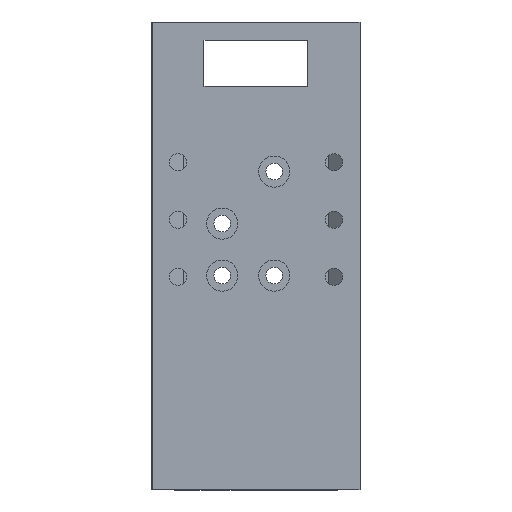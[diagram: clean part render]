
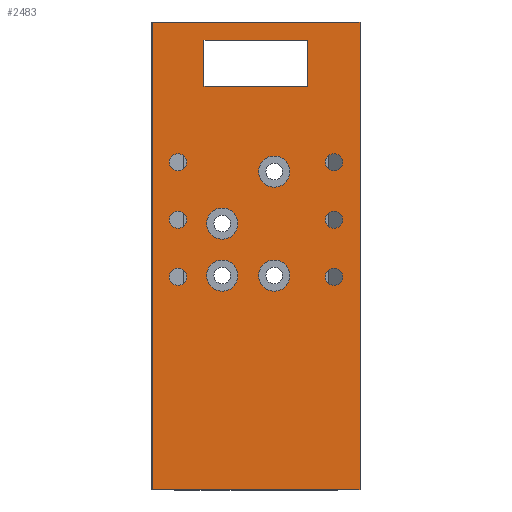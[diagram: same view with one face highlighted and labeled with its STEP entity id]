
A CAD part, front view. The second image highlights one B-rep face of the part: STEP entity #2483.
In plain terms, the highlighted planar face has unit normal (0, -1, 0).
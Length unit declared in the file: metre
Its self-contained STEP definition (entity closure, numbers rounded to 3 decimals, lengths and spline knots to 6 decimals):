
#100=LINE('',#3954,#281);
#110=LINE('',#3974,#291);
#114=LINE('',#3988,#295);
#115=LINE('',#3991,#296);
#116=LINE('',#3993,#297);
#117=LINE('',#3995,#298);
#118=LINE('',#3996,#299);
#119=LINE('',#3998,#300);
#281=VECTOR('',#3180,1.);
#291=VECTOR('',#3192,1.);
#295=VECTOR('',#3206,1.);
#296=VECTOR('',#3207,1.);
#297=VECTOR('',#3208,1.);
#298=VECTOR('',#3209,1.);
#299=VECTOR('',#3210,1.);
#300=VECTOR('',#3211,1.);
#416=PLANE('',#2714);
#658=ORIENTED_EDGE('',*,*,#1284,.T.);
#659=ORIENTED_EDGE('',*,*,#1285,.T.);
#660=ORIENTED_EDGE('',*,*,#1286,.T.);
#661=ORIENTED_EDGE('',*,*,#1287,.T.);
#662=ORIENTED_EDGE('',*,*,#1207,.F.);
#663=ORIENTED_EDGE('',*,*,#1205,.F.);
#664=ORIENTED_EDGE('',*,*,#1203,.F.);
#665=ORIENTED_EDGE('',*,*,#1201,.F.);
#666=ORIENTED_EDGE('',*,*,#1199,.F.);
#667=ORIENTED_EDGE('',*,*,#1197,.F.);
#668=ORIENTED_EDGE('',*,*,#1288,.T.);
#669=ORIENTED_EDGE('',*,*,#1289,.T.);
#670=ORIENTED_EDGE('',*,*,#1290,.T.);
#671=ORIENTED_EDGE('',*,*,#1291,.T.);
#672=ORIENTED_EDGE('',*,*,#1292,.T.);
#673=ORIENTED_EDGE('',*,*,#1293,.F.);
#674=ORIENTED_EDGE('',*,*,#1270,.F.);
#675=ORIENTED_EDGE('',*,*,#1280,.T.);
#1197=EDGE_CURVE('',#1521,#1521,#1733,.T.);
#1199=EDGE_CURVE('',#1523,#1523,#1735,.T.);
#1201=EDGE_CURVE('',#1525,#1525,#1737,.T.);
#1203=EDGE_CURVE('',#1527,#1527,#1739,.T.);
#1205=EDGE_CURVE('',#1529,#1529,#1741,.T.);
#1207=EDGE_CURVE('',#1531,#1531,#1743,.T.);
#1270=EDGE_CURVE('',#1581,#1582,#100,.T.);
#1280=EDGE_CURVE('',#1581,#1590,#110,.T.);
#1284=EDGE_CURVE('',#1592,#1592,#1765,.T.);
#1285=EDGE_CURVE('',#1593,#1593,#1766,.T.);
#1286=EDGE_CURVE('',#1594,#1594,#1767,.T.);
#1287=EDGE_CURVE('',#1595,#1595,#1768,.T.);
#1288=EDGE_CURVE('',#1596,#1597,#114,.T.);
#1289=EDGE_CURVE('',#1597,#1598,#115,.T.);
#1290=EDGE_CURVE('',#1598,#1599,#116,.T.);
#1291=EDGE_CURVE('',#1599,#1596,#117,.T.);
#1292=EDGE_CURVE('',#1590,#1600,#118,.T.);
#1293=EDGE_CURVE('',#1582,#1600,#119,.T.);
#1521=VERTEX_POINT('',#3805);
#1523=VERTEX_POINT('',#3810);
#1525=VERTEX_POINT('',#3815);
#1527=VERTEX_POINT('',#3820);
#1529=VERTEX_POINT('',#3825);
#1531=VERTEX_POINT('',#3830);
#1581=VERTEX_POINT('',#3953);
#1582=VERTEX_POINT('',#3955);
#1590=VERTEX_POINT('',#3973);
#1592=VERTEX_POINT('',#3981);
#1593=VERTEX_POINT('',#3983);
#1594=VERTEX_POINT('',#3985);
#1595=VERTEX_POINT('',#3987);
#1596=VERTEX_POINT('',#3989);
#1597=VERTEX_POINT('',#3990);
#1598=VERTEX_POINT('',#3992);
#1599=VERTEX_POINT('',#3994);
#1600=VERTEX_POINT('',#3997);
#1733=CIRCLE('',#2663,0.00165);
#1735=CIRCLE('',#2666,0.00165);
#1737=CIRCLE('',#2669,0.00165);
#1739=CIRCLE('',#2672,0.00165);
#1741=CIRCLE('',#2675,0.00165);
#1743=CIRCLE('',#2678,0.00165);
#1765=CIRCLE('',#2715,0.003);
#1766=CIRCLE('',#2716,0.003);
#1767=CIRCLE('',#2717,0.003);
#1768=CIRCLE('',#2718,0.003);
#1905=EDGE_LOOP('',(#658));
#1906=EDGE_LOOP('',(#659));
#1907=EDGE_LOOP('',(#660));
#1908=EDGE_LOOP('',(#661));
#1909=EDGE_LOOP('',(#662));
#1910=EDGE_LOOP('',(#663));
#1911=EDGE_LOOP('',(#664));
#1912=EDGE_LOOP('',(#665));
#1913=EDGE_LOOP('',(#666));
#1914=EDGE_LOOP('',(#667));
#1915=EDGE_LOOP('',(#668,#669,#670,#671));
#1916=EDGE_LOOP('',(#672,#673,#674,#675));
#2184=FACE_BOUND('',#1905,.T.);
#2185=FACE_BOUND('',#1906,.T.);
#2186=FACE_BOUND('',#1907,.T.);
#2187=FACE_BOUND('',#1908,.T.);
#2188=FACE_BOUND('',#1909,.T.);
#2189=FACE_BOUND('',#1910,.T.);
#2190=FACE_BOUND('',#1911,.T.);
#2191=FACE_BOUND('',#1912,.T.);
#2192=FACE_BOUND('',#1913,.T.);
#2193=FACE_BOUND('',#1914,.T.);
#2194=FACE_BOUND('',#1915,.T.);
#2195=FACE_BOUND('',#1916,.T.);
#2483=ADVANCED_FACE('',(#2184,#2185,#2186,#2187,#2188,#2189,#2190,#2191,
#2192,#2193,#2194,#2195),#416,.F.);
#2663=AXIS2_PLACEMENT_3D('',#3804,#3041,#3042);
#2666=AXIS2_PLACEMENT_3D('',#3809,#3047,#3048);
#2669=AXIS2_PLACEMENT_3D('',#3814,#3053,#3054);
#2672=AXIS2_PLACEMENT_3D('',#3819,#3059,#3060);
#2675=AXIS2_PLACEMENT_3D('',#3824,#3065,#3066);
#2678=AXIS2_PLACEMENT_3D('',#3829,#3071,#3072);
#2714=AXIS2_PLACEMENT_3D('',#3979,#3196,#3197);
#2715=AXIS2_PLACEMENT_3D('',#3980,#3198,#3199);
#2716=AXIS2_PLACEMENT_3D('',#3982,#3200,#3201);
#2717=AXIS2_PLACEMENT_3D('',#3984,#3202,#3203);
#2718=AXIS2_PLACEMENT_3D('',#3986,#3204,#3205);
#3041=DIRECTION('',(0.,-1.,0.));
#3042=DIRECTION('',(1.,0.,0.));
#3047=DIRECTION('',(0.,-1.,0.));
#3048=DIRECTION('',(1.,0.,0.));
#3053=DIRECTION('',(0.,-1.,0.));
#3054=DIRECTION('',(1.,0.,0.));
#3059=DIRECTION('',(0.,-1.,0.));
#3060=DIRECTION('',(1.,0.,0.));
#3065=DIRECTION('',(0.,-1.,0.));
#3066=DIRECTION('',(1.,0.,0.));
#3071=DIRECTION('',(0.,-1.,0.));
#3072=DIRECTION('',(1.,0.,0.));
#3180=DIRECTION('',(1.,0.,0.));
#3192=DIRECTION('',(0.,0.,-1.));
#3196=DIRECTION('',(0.,1.,0.));
#3197=DIRECTION('',(-1.,0.,0.));
#3198=DIRECTION('',(0.,1.,0.));
#3199=DIRECTION('',(0.,0.,1.));
#3200=DIRECTION('',(0.,1.,0.));
#3201=DIRECTION('',(0.,0.,1.));
#3202=DIRECTION('',(0.,1.,0.));
#3203=DIRECTION('',(0.,0.,1.));
#3204=DIRECTION('',(0.,1.,0.));
#3205=DIRECTION('',(0.,0.,1.));
#3206=DIRECTION('',(1.,0.,0.));
#3207=DIRECTION('',(0.,0.,-1.));
#3208=DIRECTION('',(-1.,0.,0.));
#3209=DIRECTION('',(0.,0.,1.));
#3210=DIRECTION('',(1.,0.,0.));
#3211=DIRECTION('',(0.,0.,-1.));
#3804=CARTESIAN_POINT('',(-0.078849,-0.157733,0.063));
#3805=CARTESIAN_POINT('',(-0.077199,-0.157733,0.063));
#3809=CARTESIAN_POINT('',(-0.078849,-0.157733,0.052));
#3810=CARTESIAN_POINT('',(-0.077199,-0.157733,0.052));
#3814=CARTESIAN_POINT('',(-0.078849,-0.157733,0.041));
#3815=CARTESIAN_POINT('',(-0.077199,-0.157733,0.041));
#3819=CARTESIAN_POINT('',(-0.048849,-0.157733,0.041));
#3820=CARTESIAN_POINT('',(-0.047199,-0.157733,0.041));
#3824=CARTESIAN_POINT('',(-0.048849,-0.157733,0.052));
#3825=CARTESIAN_POINT('',(-0.047199,-0.157733,0.052));
#3829=CARTESIAN_POINT('',(-0.048849,-0.157733,0.063));
#3830=CARTESIAN_POINT('',(-0.047199,-0.157733,0.063));
#3953=CARTESIAN_POINT('',(-0.083849,-0.157733,0.09));
#3954=CARTESIAN_POINT('',(-0.083849,-0.157733,0.09));
#3955=CARTESIAN_POINT('',(-0.043849,-0.157733,0.09));
#3973=CARTESIAN_POINT('',(-0.083849,-0.157733,0.));
#3974=CARTESIAN_POINT('',(-0.083849,-0.157733,0.09));
#3979=CARTESIAN_POINT('',(-0.083849,-0.157733,0.09));
#3980=CARTESIAN_POINT('',(-0.070349,-0.157733,0.041224));
#3981=CARTESIAN_POINT('',(-0.070349,-0.157733,0.044224));
#3982=CARTESIAN_POINT('',(-0.060349,-0.157733,0.041224));
#3983=CARTESIAN_POINT('',(-0.060349,-0.157733,0.044224));
#3984=CARTESIAN_POINT('',(-0.060349,-0.157733,0.061224));
#3985=CARTESIAN_POINT('',(-0.060349,-0.157733,0.064224));
#3986=CARTESIAN_POINT('',(-0.070349,-0.157733,0.051224));
#3987=CARTESIAN_POINT('',(-0.070349,-0.157733,0.054224));
#3988=CARTESIAN_POINT('',(-0.053849,-0.157733,0.0865));
#3989=CARTESIAN_POINT('',(-0.073849,-0.157733,0.0865));
#3990=CARTESIAN_POINT('',(-0.053849,-0.157733,0.0865));
#3991=CARTESIAN_POINT('',(-0.053849,-0.157733,0.0865));
#3992=CARTESIAN_POINT('',(-0.053849,-0.157733,0.0776));
#3993=CARTESIAN_POINT('',(-0.053849,-0.157733,0.0776));
#3994=CARTESIAN_POINT('',(-0.073849,-0.157733,0.0776));
#3995=CARTESIAN_POINT('',(-0.073849,-0.157733,0.0865));
#3996=CARTESIAN_POINT('',(-0.083849,-0.157733,0.));
#3997=CARTESIAN_POINT('',(-0.043849,-0.157733,0.));
#3998=CARTESIAN_POINT('',(-0.043849,-0.157733,0.09));
